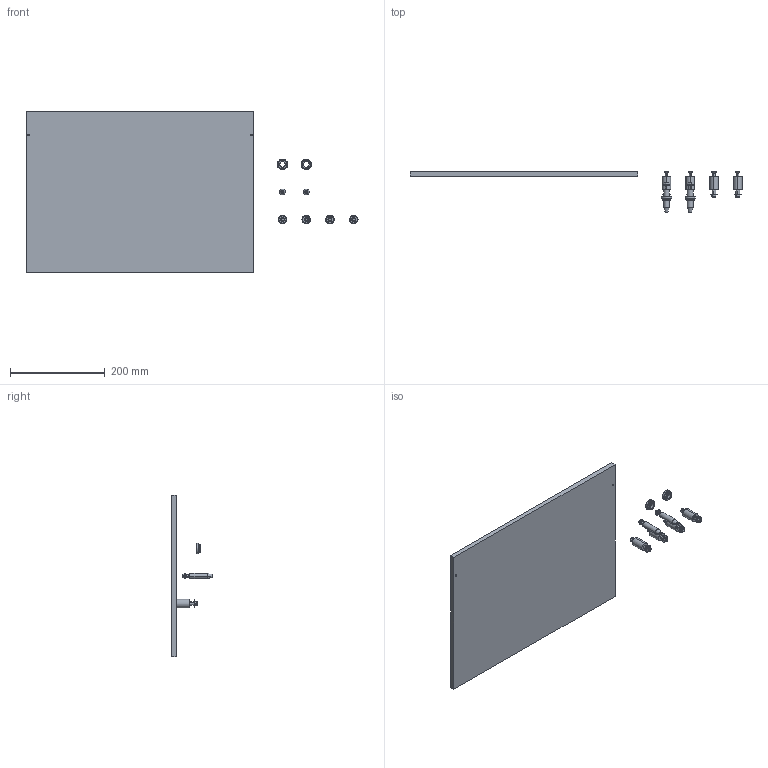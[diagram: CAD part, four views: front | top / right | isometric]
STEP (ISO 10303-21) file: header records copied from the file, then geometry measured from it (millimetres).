
FILE_DESCRIPTION (( 'STEP AP214' ), '1' );
FILE_NAME ('INGUN_111448.STEP', '2021-11-08T08:17:25', ( '' ), ( '' ), 'SwSTEP 2.0', 'SolidWorks 2018', '' );
FILE_SCHEMA (( 'AUTOMOTIVE_DESIGN' ));
Length unit declared in the file: millimetre
Products named in the file (10): DIN912~n_M05,0x012; 3283~0; 109539~2_S; 110567~1_S; 8804~0; DIN7991~n_M05,0x020; 110552~1_S; DIN912~n_M04,0x010; 29371~0; INGUN_111448
Assembly tree (25 placements, depth 2):
  INGUN_111448
    110552~1_S
    110567~1_S  x2
    DIN7991~n_M05,0x020  x4
    109539~2_S  x4
    8804~0  x4
    DIN912~n_M05,0x012  x4
    3283~0  x2
    DIN912~n_M04,0x010  x2
    29371~0  x2
Bounding box: 699 x 85.8 x 340 mm (x, y, z)
Volume: 1678737.2 mm3; surface area: 367185 mm2
Topology: 25 solids, 25 shells, 412 faces, 878 edges, 530 vertices
Faces by surface type: cylinder 158, plane 126, cone 108, torus 20
Entity records: 4651 total; most frequent: DIRECTION 839, CARTESIAN_POINT 687, ORIENTED_EDGE 630, AXIS2_PLACEMENT_3D 347, EDGE_CURVE 315, VERTEX_POINT 195, EDGE_LOOP 170, CIRCLE 170
